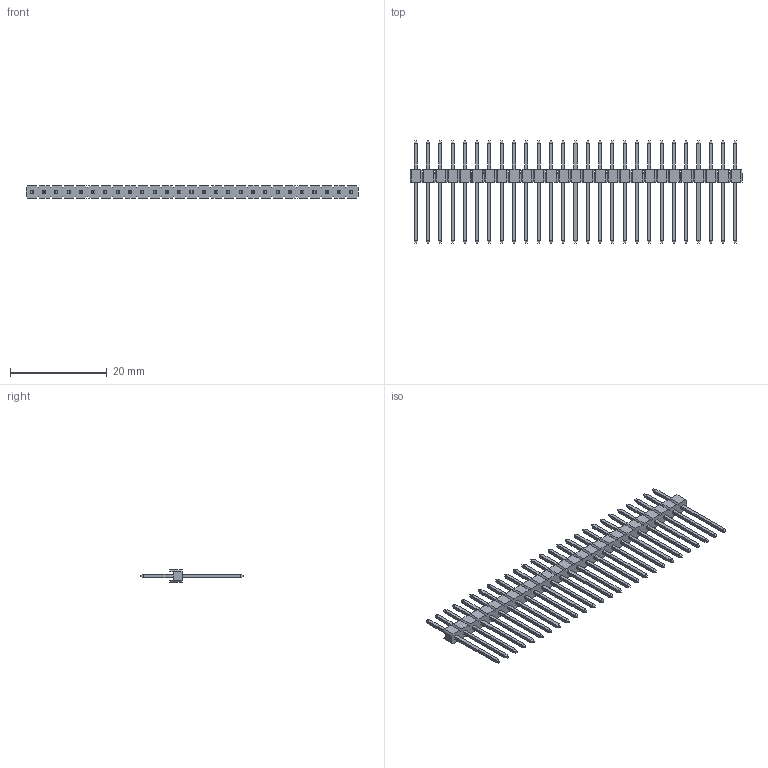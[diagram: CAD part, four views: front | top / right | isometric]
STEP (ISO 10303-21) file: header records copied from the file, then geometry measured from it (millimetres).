
FILE_DESCRIPTION(('STEP AP214'),'1');
FILE_NAME(' ',' ',('TraceParts'),('TraceParts S.A.'),'XStep 1.0',' ',' ');
FILE_SCHEMA(('automotive_design'));
Length unit declared in the file: millimetre
Products named in the file (1): 1
Bounding box: 68.58 x 21.1 x 2.5 mm (x, y, z)
Volume: 537.9 mm3; surface area: 2121.1 mm2
Topology: 1 solids, 1 shells, 810 faces, 2046 edges, 1292 vertices
Faces by surface type: plane 810
Entity records: 46688 total; most frequent: CARTESIAN_POINT 4149, STYLED_ITEM 4148, PRESENTATION_STYLE_ASSIGNMENT 4148, COLOUR_RGB 4148, ORIENTED_EDGE 4092, DIRECTION 3668, EDGE_CURVE 2046, CURVE_STYLE 2046
